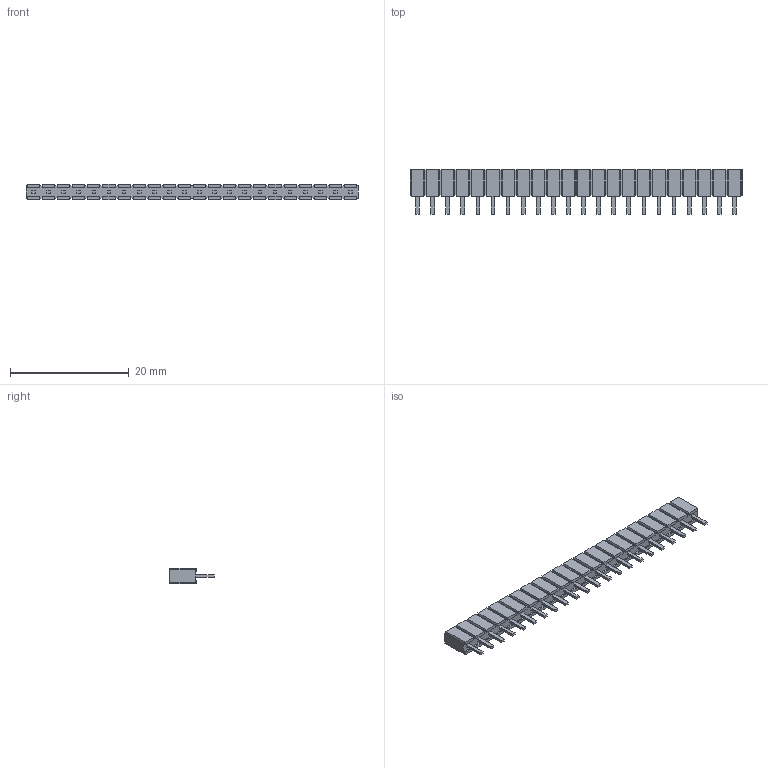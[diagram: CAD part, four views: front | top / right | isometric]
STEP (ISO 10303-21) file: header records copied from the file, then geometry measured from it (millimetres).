
FILE_DESCRIPTION(/* description */ ('STEP AP214'),/* implementation_level */ '2;1');
FILE_NAME(/* name */ 'SLW-122-01-T-S',/* time_stamp */ '2024-05-07T05:24:15+02:00',/* author */ ('License CC BY-ND 4.0'),/* organization */ ('CADENAS'),/* preprocessor_version */ 'ST-DEVELOPER v19.3',/* originating_system */ 'PARTsolutions',/* authorisation */ ' ');
FILE_SCHEMA (('AUTOMOTIVE_DESIGN {1 0 10303 214 3 1 1}'));
Length unit declared in the file: inch
Products named in the file (3): SLW-122-01-T-S; SLW-122-01-S_socket; C-28-01-22-S
Assembly tree (2 placements, depth 2):
  SLW-122-01-T-S
    SLW-122-01-S_socket
    C-28-01-22-S
Bounding box: 55.88 x 7.49 x 2.54 mm (x, y, z)
Volume: 829.4 mm3; surface area: 2090.7 mm2
Topology: 2 solids, 2 shells, 694 faces, 1784 edges, 1160 vertices
Faces by surface type: plane 694
Entity records: 20582 total; most frequent: CARTESIAN_POINT 3641, ORIENTED_EDGE 3568, DIRECTION 3178, EDGE_CURVE 1784, LINE 1784, VECTOR 1784, VERTEX_POINT 1160, EDGE_LOOP 760
